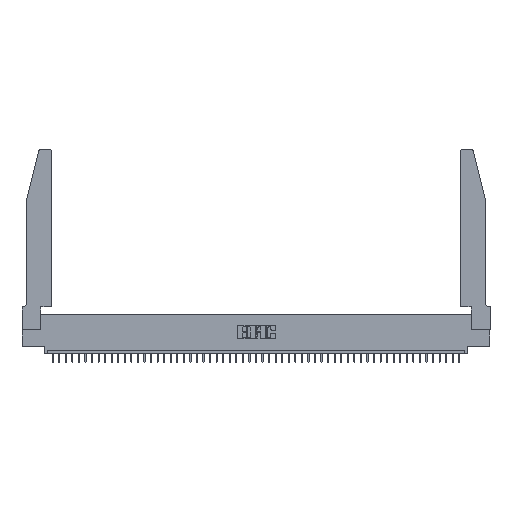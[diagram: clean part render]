
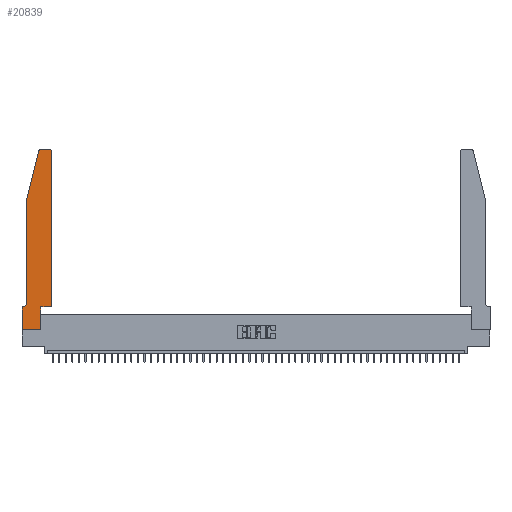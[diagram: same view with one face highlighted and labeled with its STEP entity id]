
A CAD part, top view. The second image highlights one B-rep face of the part: STEP entity #20839.
In plain terms, the highlighted planar face has unit normal (0, 0, 1).
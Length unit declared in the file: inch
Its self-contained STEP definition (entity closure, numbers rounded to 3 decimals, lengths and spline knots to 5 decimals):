
#273 = VERTEX_POINT ( 'NONE', #13601 ) ;
#861 = VECTOR ( 'NONE', #29328, 39.37008 ) ;
#1114 = CARTESIAN_POINT ( 'NONE',  ( 0.4205, 2.72, 0.37 ) ) ;
#1131 = VERTEX_POINT ( 'NONE', #36549 ) ;
#1229 = VECTOR ( 'NONE', #18918, 39.37008 ) ;
#1865 = CIRCLE ( 'NONE', #29917, 0.03 ) ;
#2494 = DIRECTION ( 'NONE',  ( -1., 0., 0. ) ) ;
#2667 = VERTEX_POINT ( 'NONE', #12932 ) ;
#2986 = AXIS2_PLACEMENT_3D ( 'NONE', #7226, #30040, #37079 ) ;
#3750 = PLANE ( 'NONE',  #19904 ) ;
#4099 = LINE ( 'NONE', #39195, #7665 ) ;
#4772 = EDGE_LOOP ( 'NONE', ( #40547, #33173, #29458, #9028, #14295, #16907, #19037, #14936, #20512, #20768, #30093, #12975 ) ) ;
#5949 = VERTEX_POINT ( 'NONE', #19594 ) ;
#5985 = CARTESIAN_POINT ( 'NONE',  ( 0.4505, 0.35, 0.37 ) ) ;
#7226 = CARTESIAN_POINT ( 'NONE',  ( 0.284, 2.72, 0.37 ) ) ;
#7665 = VECTOR ( 'NONE', #16396, 39.37008 ) ;
#7676 = LINE ( 'NONE', #37551, #22733 ) ;
#8916 = LINE ( 'NONE', #20240, #20690 ) ;
#9028 = ORIENTED_EDGE ( 'NONE', *, *, #20305, .T. ) ;
#10324 = VECTOR ( 'NONE', #17040, 39.37008 ) ;
#11130 = LINE ( 'NONE', #45252, #1229 ) ;
#12659 = CARTESIAN_POINT ( 'NONE',  ( 0.2865, 0.35, 0.37 ) ) ;
#12932 = CARTESIAN_POINT ( 'NONE',  ( 0., 0.35, 0.37 ) ) ;
#12975 = ORIENTED_EDGE ( 'NONE', *, *, #24411, .T. ) ;
#13520 = VECTOR ( 'NONE', #30640, 39.37008 ) ;
#13601 = CARTESIAN_POINT ( 'NONE',  ( 0., 0., 0.37 ) ) ;
#13690 = CARTESIAN_POINT ( 'NONE',  ( 0.0755, 2., 0.37 ) ) ;
#14045 = CARTESIAN_POINT ( 'NONE',  ( 0.0055, 0.42, 0.37 ) ) ;
#14064 = DIRECTION ( 'NONE',  ( 0., 0., 1. ) ) ;
#14295 = ORIENTED_EDGE ( 'NONE', *, *, #32480, .T. ) ;
#14936 = ORIENTED_EDGE ( 'NONE', *, *, #42145, .T. ) ;
#15349 = LINE ( 'NONE', #13690, #13520 ) ;
#16396 = DIRECTION ( 'NONE',  ( 1., 0., 0. ) ) ;
#16615 = AXIS2_PLACEMENT_3D ( 'NONE', #14045, #36376, #2494 ) ;
#16907 = ORIENTED_EDGE ( 'NONE', *, *, #48142, .T. ) ;
#16913 = CARTESIAN_POINT ( 'NONE',  ( 0.0055, 0.35, 0.37 ) ) ;
#17040 = DIRECTION ( 'NONE',  ( 0., 1., 0. ) ) ;
#17280 = EDGE_CURVE ( 'NONE', #25253, #31986, #11130, .T. ) ;
#17313 = CARTESIAN_POINT ( 'NONE',  ( 0.4505, 2.72, 0.37 ) ) ;
#17503 = EDGE_CURVE ( 'NONE', #41052, #37863, #4099, .T. ) ;
#17804 = CARTESIAN_POINT ( 'NONE',  ( 0.2865, 0.35, 0.37 ) ) ;
#18918 = DIRECTION ( 'NONE',  ( -1., 0., 0. ) ) ;
#19037 = ORIENTED_EDGE ( 'NONE', *, *, #41796, .T. ) ;
#19594 = CARTESIAN_POINT ( 'NONE',  ( 0.0755, 2., 0.37 ) ) ;
#19904 = AXIS2_PLACEMENT_3D ( 'NONE', #33121, #14064, #44651 ) ;
#20240 = CARTESIAN_POINT ( 'NONE',  ( 0.0755, 2., 0.37 ) ) ;
#20305 = EDGE_CURVE ( 'NONE', #5949, #45693, #8916, .T. ) ;
#20421 = EDGE_CURVE ( 'NONE', #28098, #5949, #15349, .T. ) ;
#20440 = DIRECTION ( 'NONE',  ( 0., 0., 1. ) ) ;
#20512 = ORIENTED_EDGE ( 'NONE', *, *, #45133, .T. ) ;
#20690 = VECTOR ( 'NONE', #35518, 39.37008 ) ;
#20768 = ORIENTED_EDGE ( 'NONE', *, *, #17503, .T. ) ;
#20839 = ADVANCED_FACE ( 'NONE', ( #37630 ), #3750, .T. ) ;
#21011 = EDGE_CURVE ( 'NONE', #37863, #32409, #43623, .T. ) ;
#21665 = VECTOR ( 'NONE', #21675, 39.37008 ) ;
#21675 = DIRECTION ( 'NONE',  ( 1., 0., 0. ) ) ;
#21981 = DIRECTION ( 'NONE',  ( 0., -1., 0. ) ) ;
#22733 = VECTOR ( 'NONE', #29779, 39.37008 ) ;
#23898 = CARTESIAN_POINT ( 'NONE',  ( 0.0755, 0.42, 0.37 ) ) ;
#24411 = EDGE_CURVE ( 'NONE', #32409, #25253, #1865, .T. ) ;
#25253 = VERTEX_POINT ( 'NONE', #39783 ) ;
#25678 = CARTESIAN_POINT ( 'NONE',  ( 0., 0., 0.37 ) ) ;
#28098 = VERTEX_POINT ( 'NONE', #42492 ) ;
#28623 = CIRCLE ( 'NONE', #2986, 0.03 ) ;
#29328 = DIRECTION ( 'NONE',  ( 0., 1., 0. ) ) ;
#29458 = ORIENTED_EDGE ( 'NONE', *, *, #20421, .T. ) ;
#29672 = LINE ( 'NONE', #25678, #21665 ) ;
#29779 = DIRECTION ( 'NONE',  ( -1., 0., 0. ) ) ;
#29917 = AXIS2_PLACEMENT_3D ( 'NONE', #1114, #20440, #46765 ) ;
#30040 = DIRECTION ( 'NONE',  ( 0., 0., 1. ) ) ;
#30093 = ORIENTED_EDGE ( 'NONE', *, *, #21011, .T. ) ;
#30640 = DIRECTION ( 'NONE',  ( -0.239, -0.971, 0. ) ) ;
#31179 = VECTOR ( 'NONE', #21981, 39.37008 ) ;
#31986 = VERTEX_POINT ( 'NONE', #46539 ) ;
#32409 = VERTEX_POINT ( 'NONE', #17313 ) ;
#32480 = EDGE_CURVE ( 'NONE', #45693, #42038, #39838, .T. ) ;
#33121 = CARTESIAN_POINT ( 'NONE',  ( 0., 0.35, 0.37 ) ) ;
#33173 = ORIENTED_EDGE ( 'NONE', *, *, #39068, .T. ) ;
#35518 = DIRECTION ( 'NONE',  ( 0., -1., 0. ) ) ;
#36376 = DIRECTION ( 'NONE',  ( 0., 0., -1. ) ) ;
#36549 = CARTESIAN_POINT ( 'NONE',  ( 0.2865, 0., 0.37 ) ) ;
#37079 = DIRECTION ( 'NONE',  ( 1., 0., 0. ) ) ;
#37551 = CARTESIAN_POINT ( 'NONE',  ( 0.0755, 0.35, 0.37 ) ) ;
#37630 = FACE_OUTER_BOUND ( 'NONE', #4772, .T. ) ;
#37863 = VERTEX_POINT ( 'NONE', #41764 ) ;
#39068 = EDGE_CURVE ( 'NONE', #31986, #28098, #28623, .T. ) ;
#39195 = CARTESIAN_POINT ( 'NONE',  ( 0.4505, 0.35, 0.37 ) ) ;
#39783 = CARTESIAN_POINT ( 'NONE',  ( 0.4205, 2.75, 0.37 ) ) ;
#39838 = CIRCLE ( 'NONE', #16615, 0.07 ) ;
#40547 = ORIENTED_EDGE ( 'NONE', *, *, #17280, .T. ) ;
#41052 = VERTEX_POINT ( 'NONE', #12659 ) ;
#41764 = CARTESIAN_POINT ( 'NONE',  ( 0.4505, 0.35, 0.37 ) ) ;
#41796 = EDGE_CURVE ( 'NONE', #2667, #273, #45036, .T. ) ;
#42038 = VERTEX_POINT ( 'NONE', #16913 ) ;
#42145 = EDGE_CURVE ( 'NONE', #273, #1131, #29672, .T. ) ;
#42492 = CARTESIAN_POINT ( 'NONE',  ( 0.25487, 2.72718, 0.37 ) ) ;
#43623 = LINE ( 'NONE', #5985, #10324 ) ;
#44651 = DIRECTION ( 'NONE',  ( 1., 0., 0. ) ) ;
#45036 = LINE ( 'NONE', #45518, #31179 ) ;
#45133 = EDGE_CURVE ( 'NONE', #1131, #41052, #48631, .T. ) ;
#45252 = CARTESIAN_POINT ( 'NONE',  ( 0.2605, 2.75, 0.37 ) ) ;
#45518 = CARTESIAN_POINT ( 'NONE',  ( 0., 0., 0.37 ) ) ;
#45693 = VERTEX_POINT ( 'NONE', #23898 ) ;
#46539 = CARTESIAN_POINT ( 'NONE',  ( 0.284, 2.75, 0.37 ) ) ;
#46765 = DIRECTION ( 'NONE',  ( 1., 0., 0. ) ) ;
#48142 = EDGE_CURVE ( 'NONE', #42038, #2667, #7676, .T. ) ;
#48631 = LINE ( 'NONE', #17804, #861 ) ;
